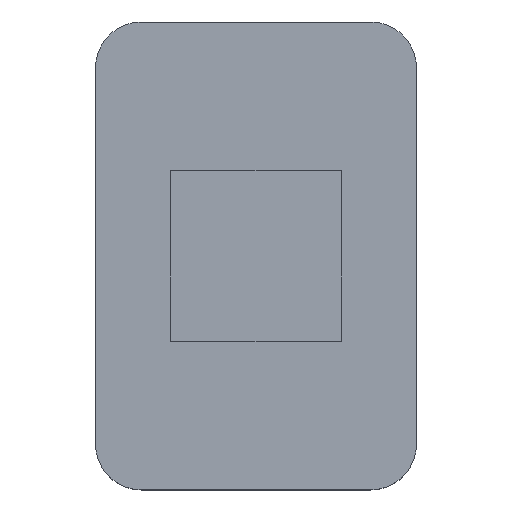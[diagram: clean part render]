
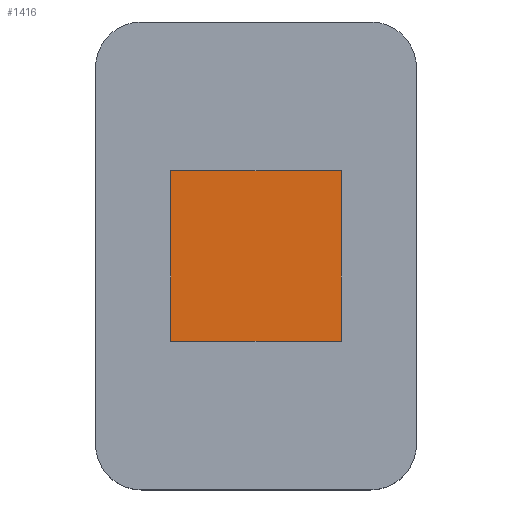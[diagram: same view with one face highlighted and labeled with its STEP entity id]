
A CAD part, top view. The second image highlights one B-rep face of the part: STEP entity #1416.
In plain terms, the highlighted planar face has unit normal (0, 0, 1).
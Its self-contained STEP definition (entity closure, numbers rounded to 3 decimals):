
#880 = PLANE('',#881);
#881 = AXIS2_PLACEMENT_3D('',#882,#883,#884);
#882 = CARTESIAN_POINT('',(-0.93,0.93,0.));
#883 = DIRECTION('',(1.,0.,0.));
#884 = DIRECTION('',(0.,-1.,0.));
#908 = PLANE('',#909);
#909 = AXIS2_PLACEMENT_3D('',#910,#911,#912);
#910 = CARTESIAN_POINT('',(-0.93,-0.93,0.));
#911 = DIRECTION('',(0.,1.,0.));
#912 = DIRECTION('',(1.,0.,0.));
#936 = PLANE('',#937);
#937 = AXIS2_PLACEMENT_3D('',#938,#939,#940);
#938 = CARTESIAN_POINT('',(0.93,-0.93,0.));
#939 = DIRECTION('',(-1.,0.,0.));
#940 = DIRECTION('',(0.,1.,0.));
#962 = PLANE('',#963);
#963 = AXIS2_PLACEMENT_3D('',#964,#965,#966);
#964 = CARTESIAN_POINT('',(0.93,0.93,0.));
#965 = DIRECTION('',(0.,-1.,0.));
#966 = DIRECTION('',(-1.,0.,0.));
#1220 = VERTEX_POINT('',#1221);
#1221 = CARTESIAN_POINT('',(-0.93,0.93,0.));
#1244 = VERTEX_POINT('',#1245);
#1245 = CARTESIAN_POINT('',(-0.93,-0.93,0.));
#1266 = EDGE_CURVE('',#1220,#1244,#1267,.T.);
#1267 = SURFACE_CURVE('',#1268,(#1272,#1279),.PCURVE_S1.);
#1268 = LINE('',#1269,#1270);
#1269 = CARTESIAN_POINT('',(-0.93,0.93,0.));
#1270 = VECTOR('',#1271,1.);
#1271 = DIRECTION('',(0.,-1.,0.));
#1272 = PCURVE('',#880,#1273);
#1273 = DEFINITIONAL_REPRESENTATION('',(#1274),#1278);
#1274 = LINE('',#1275,#1276);
#1275 = CARTESIAN_POINT('',(0.,0.));
#1276 = VECTOR('',#1277,1.);
#1277 = DIRECTION('',(1.,0.));
#1278 = ( GEOMETRIC_REPRESENTATION_CONTEXT(2) 
PARAMETRIC_REPRESENTATION_CONTEXT() REPRESENTATION_CONTEXT('2D SPACE',''
  ) );
#1279 = PCURVE('',#1280,#1285);
#1280 = PLANE('',#1281);
#1281 = AXIS2_PLACEMENT_3D('',#1282,#1283,#1284);
#1282 = CARTESIAN_POINT('',(0.,0.,0.));
#1283 = DIRECTION('',(0.,0.,1.));
#1284 = DIRECTION('',(1.,0.,0.));
#1285 = DEFINITIONAL_REPRESENTATION('',(#1286),#1290);
#1286 = LINE('',#1287,#1288);
#1287 = CARTESIAN_POINT('',(-0.93,0.93));
#1288 = VECTOR('',#1289,1.);
#1289 = DIRECTION('',(0.,-1.));
#1290 = ( GEOMETRIC_REPRESENTATION_CONTEXT(2) 
PARAMETRIC_REPRESENTATION_CONTEXT() REPRESENTATION_CONTEXT('2D SPACE',''
  ) );
#1298 = VERTEX_POINT('',#1299);
#1299 = CARTESIAN_POINT('',(0.93,-0.93,0.));
#1320 = EDGE_CURVE('',#1244,#1298,#1321,.T.);
#1321 = SURFACE_CURVE('',#1322,(#1326,#1333),.PCURVE_S1.);
#1322 = LINE('',#1323,#1324);
#1323 = CARTESIAN_POINT('',(-0.93,-0.93,0.));
#1324 = VECTOR('',#1325,1.);
#1325 = DIRECTION('',(1.,0.,0.));
#1326 = PCURVE('',#908,#1327);
#1327 = DEFINITIONAL_REPRESENTATION('',(#1328),#1332);
#1328 = LINE('',#1329,#1330);
#1329 = CARTESIAN_POINT('',(0.,0.));
#1330 = VECTOR('',#1331,1.);
#1331 = DIRECTION('',(1.,0.));
#1332 = ( GEOMETRIC_REPRESENTATION_CONTEXT(2) 
PARAMETRIC_REPRESENTATION_CONTEXT() REPRESENTATION_CONTEXT('2D SPACE',''
  ) );
#1333 = PCURVE('',#1280,#1334);
#1334 = DEFINITIONAL_REPRESENTATION('',(#1335),#1339);
#1335 = LINE('',#1336,#1337);
#1336 = CARTESIAN_POINT('',(-0.93,-0.93));
#1337 = VECTOR('',#1338,1.);
#1338 = DIRECTION('',(1.,0.));
#1339 = ( GEOMETRIC_REPRESENTATION_CONTEXT(2) 
PARAMETRIC_REPRESENTATION_CONTEXT() REPRESENTATION_CONTEXT('2D SPACE',''
  ) );
#1347 = VERTEX_POINT('',#1348);
#1348 = CARTESIAN_POINT('',(0.93,0.93,0.));
#1369 = EDGE_CURVE('',#1298,#1347,#1370,.T.);
#1370 = SURFACE_CURVE('',#1371,(#1375,#1382),.PCURVE_S1.);
#1371 = LINE('',#1372,#1373);
#1372 = CARTESIAN_POINT('',(0.93,-0.93,0.));
#1373 = VECTOR('',#1374,1.);
#1374 = DIRECTION('',(0.,1.,0.));
#1375 = PCURVE('',#936,#1376);
#1376 = DEFINITIONAL_REPRESENTATION('',(#1377),#1381);
#1377 = LINE('',#1378,#1379);
#1378 = CARTESIAN_POINT('',(0.,0.));
#1379 = VECTOR('',#1380,1.);
#1380 = DIRECTION('',(1.,0.));
#1381 = ( GEOMETRIC_REPRESENTATION_CONTEXT(2) 
PARAMETRIC_REPRESENTATION_CONTEXT() REPRESENTATION_CONTEXT('2D SPACE',''
  ) );
#1382 = PCURVE('',#1280,#1383);
#1383 = DEFINITIONAL_REPRESENTATION('',(#1384),#1388);
#1384 = LINE('',#1385,#1386);
#1385 = CARTESIAN_POINT('',(0.93,-0.93));
#1386 = VECTOR('',#1387,1.);
#1387 = DIRECTION('',(0.,1.));
#1388 = ( GEOMETRIC_REPRESENTATION_CONTEXT(2) 
PARAMETRIC_REPRESENTATION_CONTEXT() REPRESENTATION_CONTEXT('2D SPACE',''
  ) );
#1396 = EDGE_CURVE('',#1347,#1220,#1397,.T.);
#1397 = SURFACE_CURVE('',#1398,(#1402,#1409),.PCURVE_S1.);
#1398 = LINE('',#1399,#1400);
#1399 = CARTESIAN_POINT('',(0.93,0.93,0.));
#1400 = VECTOR('',#1401,1.);
#1401 = DIRECTION('',(-1.,0.,0.));
#1402 = PCURVE('',#962,#1403);
#1403 = DEFINITIONAL_REPRESENTATION('',(#1404),#1408);
#1404 = LINE('',#1405,#1406);
#1405 = CARTESIAN_POINT('',(0.,-0.));
#1406 = VECTOR('',#1407,1.);
#1407 = DIRECTION('',(1.,0.));
#1408 = ( GEOMETRIC_REPRESENTATION_CONTEXT(2) 
PARAMETRIC_REPRESENTATION_CONTEXT() REPRESENTATION_CONTEXT('2D SPACE',''
  ) );
#1409 = PCURVE('',#1280,#1410);
#1410 = DEFINITIONAL_REPRESENTATION('',(#1411),#1415);
#1411 = LINE('',#1412,#1413);
#1412 = CARTESIAN_POINT('',(0.93,0.93));
#1413 = VECTOR('',#1414,1.);
#1414 = DIRECTION('',(-1.,0.));
#1415 = ( GEOMETRIC_REPRESENTATION_CONTEXT(2) 
PARAMETRIC_REPRESENTATION_CONTEXT() REPRESENTATION_CONTEXT('2D SPACE',''
  ) );
#1416 = ADVANCED_FACE('',(#1417),#1280,.T.);
#1417 = FACE_BOUND('',#1418,.T.);
#1418 = EDGE_LOOP('',(#1419,#1420,#1421,#1422));
#1419 = ORIENTED_EDGE('',*,*,#1396,.T.);
#1420 = ORIENTED_EDGE('',*,*,#1266,.T.);
#1421 = ORIENTED_EDGE('',*,*,#1320,.T.);
#1422 = ORIENTED_EDGE('',*,*,#1369,.T.);
